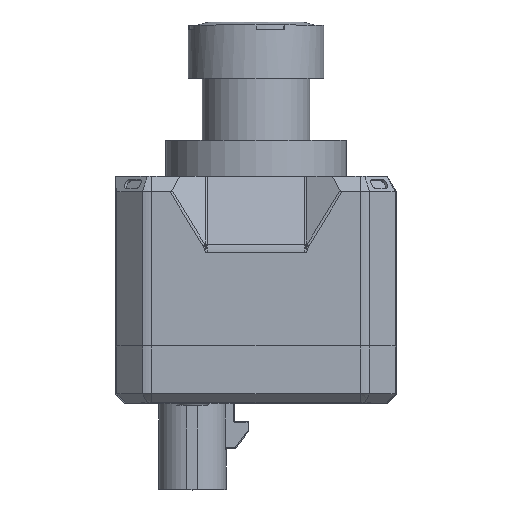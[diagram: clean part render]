
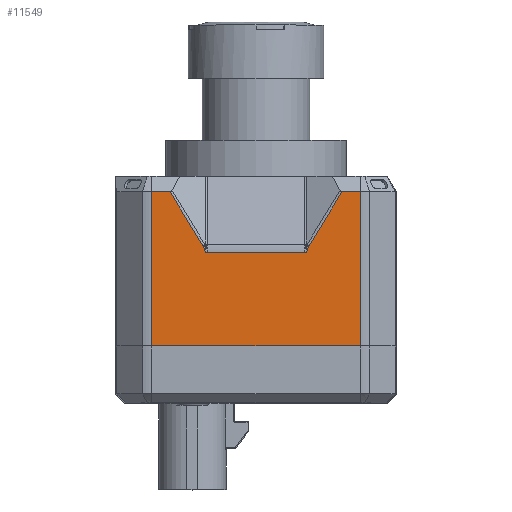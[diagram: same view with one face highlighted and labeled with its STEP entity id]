
A CAD part, top view. The second image highlights one B-rep face of the part: STEP entity #11549.
In plain terms, the highlighted planar face has unit normal (0, 0, 1).
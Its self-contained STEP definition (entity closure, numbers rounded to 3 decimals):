
#389=PLANE('',#12317);
#807=FACE_OUTER_BOUND('',#1478,.T.);
#1478=EDGE_LOOP('',(#8275,#8276,#8277,#8278,#8279,#8280,#8281,#8282,#8283,
#8284,#8285,#8286));
#2735=B_SPLINE_CURVE_WITH_KNOTS('',3,(#24840,#24841,#24842,#24843),
 .UNSPECIFIED.,.F.,.F.,(4,4),(0.5,1.),.UNSPECIFIED.);
#2737=B_SPLINE_CURVE_WITH_KNOTS('',3,(#24890,#24891,#24892,#24893),
 .UNSPECIFIED.,.F.,.F.,(4,4),(0.,0.5),.UNSPECIFIED.);
#2742=B_SPLINE_CURVE_WITH_KNOTS('',3,(#24995,#24996,#24997,#24998),
 .UNSPECIFIED.,.F.,.F.,(4,4),(0.5,1.),.UNSPECIFIED.);
#2744=B_SPLINE_CURVE_WITH_KNOTS('',3,(#25045,#25046,#25047,#25048),
 .UNSPECIFIED.,.F.,.F.,(4,4),(0.,0.5),.UNSPECIFIED.);
#3024=LINE('',#27626,#3931);
#3027=LINE('',#27634,#3934);
#3031=LINE('',#27646,#3938);
#3035=LINE('',#27654,#3942);
#3038=LINE('',#27660,#3945);
#3039=LINE('',#27662,#3946);
#3040=LINE('',#27664,#3947);
#3041=LINE('',#27665,#3948);
#3931=VECTOR('',#13812,10.);
#3934=VECTOR('',#13821,10.);
#3938=VECTOR('',#13833,10.);
#3942=VECTOR('',#13841,10.);
#3945=VECTOR('',#13846,10.);
#3946=VECTOR('',#13847,10.);
#3947=VECTOR('',#13848,10.);
#3948=VECTOR('',#13849,10.);
#4787=VERTEX_POINT('',#24832);
#4788=VERTEX_POINT('',#24839);
#4790=VERTEX_POINT('',#24888);
#4795=VERTEX_POINT('',#24987);
#4796=VERTEX_POINT('',#24994);
#4798=VERTEX_POINT('',#25043);
#4960=VERTEX_POINT('',#27622);
#4967=VERTEX_POINT('',#27644);
#4969=VERTEX_POINT('',#27653);
#4971=VERTEX_POINT('',#27659);
#4972=VERTEX_POINT('',#27661);
#4973=VERTEX_POINT('',#27663);
#5991=EDGE_CURVE('',#4787,#4788,#2735,.T.);
#5995=EDGE_CURVE('',#4790,#4787,#2737,.T.);
#6001=EDGE_CURVE('',#4795,#4796,#2742,.T.);
#6005=EDGE_CURVE('',#4798,#4795,#2744,.T.);
#6253=EDGE_CURVE('',#4788,#4960,#3024,.T.);
#6257=EDGE_CURVE('',#4796,#4790,#3027,.T.);
#6263=EDGE_CURVE('',#4967,#4798,#3031,.T.);
#6267=EDGE_CURVE('',#4960,#4969,#3035,.T.);
#6270=EDGE_CURVE('',#4971,#4967,#3038,.T.);
#6271=EDGE_CURVE('',#4972,#4971,#3039,.T.);
#6272=EDGE_CURVE('',#4972,#4973,#3040,.T.);
#6273=EDGE_CURVE('',#4973,#4969,#3041,.T.);
#8275=ORIENTED_EDGE('',*,*,#6253,.F.);
#8276=ORIENTED_EDGE('',*,*,#5991,.F.);
#8277=ORIENTED_EDGE('',*,*,#5995,.F.);
#8278=ORIENTED_EDGE('',*,*,#6257,.F.);
#8279=ORIENTED_EDGE('',*,*,#6001,.F.);
#8280=ORIENTED_EDGE('',*,*,#6005,.F.);
#8281=ORIENTED_EDGE('',*,*,#6263,.F.);
#8282=ORIENTED_EDGE('',*,*,#6270,.F.);
#8283=ORIENTED_EDGE('',*,*,#6271,.F.);
#8284=ORIENTED_EDGE('',*,*,#6272,.T.);
#8285=ORIENTED_EDGE('',*,*,#6273,.T.);
#8286=ORIENTED_EDGE('',*,*,#6267,.F.);
#11549=ADVANCED_FACE('',(#807),#389,.T.);
#12317=AXIS2_PLACEMENT_3D('',#27658,#13844,#13845);
#13812=DIRECTION('',(0.523,0.852,0.));
#13821=DIRECTION('',(1.,0.,0.));
#13833=DIRECTION('',(0.523,-0.852,0.));
#13841=DIRECTION('',(1.,0.,0.));
#13844=DIRECTION('center_axis',(0.,0.,1.));
#13845=DIRECTION('ref_axis',(1.,0.,0.));
#13846=DIRECTION('',(1.,0.,0.));
#13847=DIRECTION('',(0.,1.,0.));
#13848=DIRECTION('',(1.,0.,0.));
#13849=DIRECTION('',(0.,1.,0.));
#24832=CARTESIAN_POINT('',(5.652,10.562,15.5));
#24839=CARTESIAN_POINT('',(5.822,11.011,15.5));
#24840=CARTESIAN_POINT('Ctrl Pts',(5.652,10.562,15.5));
#24841=CARTESIAN_POINT('Ctrl Pts',(5.709,10.712,15.5));
#24842=CARTESIAN_POINT('Ctrl Pts',(5.749,10.891,15.5));
#24843=CARTESIAN_POINT('Ctrl Pts',(5.822,11.011,15.5));
#24888=CARTESIAN_POINT('',(5.381,10.292,15.5));
#24890=CARTESIAN_POINT('Ctrl Pts',(5.381,10.292,15.5));
#24891=CARTESIAN_POINT('Ctrl Pts',(5.522,10.292,15.5));
#24892=CARTESIAN_POINT('Ctrl Pts',(5.595,10.412,15.5));
#24893=CARTESIAN_POINT('Ctrl Pts',(5.652,10.562,15.5));
#24987=CARTESIAN_POINT('',(-5.652,10.562,15.5));
#24994=CARTESIAN_POINT('',(-5.381,10.292,15.5));
#24995=CARTESIAN_POINT('Ctrl Pts',(-5.652,10.562,15.5));
#24996=CARTESIAN_POINT('Ctrl Pts',(-5.595,10.412,15.5));
#24997=CARTESIAN_POINT('Ctrl Pts',(-5.522,10.292,15.5));
#24998=CARTESIAN_POINT('Ctrl Pts',(-5.381,10.292,15.5));
#25043=CARTESIAN_POINT('',(-5.822,11.011,15.5));
#25045=CARTESIAN_POINT('Ctrl Pts',(-5.822,11.011,15.5));
#25046=CARTESIAN_POINT('Ctrl Pts',(-5.749,10.891,15.5));
#25047=CARTESIAN_POINT('Ctrl Pts',(-5.709,10.712,15.5));
#25048=CARTESIAN_POINT('Ctrl Pts',(-5.652,10.562,15.5));
#27622=CARTESIAN_POINT('',(9.506,17.018,15.5));
#27626=CARTESIAN_POINT('',(2.681,5.89,15.5));
#27634=CARTESIAN_POINT('',(-8.5,10.292,15.5));
#27644=CARTESIAN_POINT('',(-9.506,17.018,15.5));
#27646=CARTESIAN_POINT('',(-6.495,12.109,15.5));
#27653=CARTESIAN_POINT('',(11.5,17.018,15.5));
#27654=CARTESIAN_POINT('',(-5.75,17.018,15.5));
#27658=CARTESIAN_POINT('Origin',(-11.5,0.,15.5));
#27659=CARTESIAN_POINT('',(-11.5,17.018,15.5));
#27660=CARTESIAN_POINT('',(-5.75,17.018,15.5));
#27661=CARTESIAN_POINT('',(-11.5,0.,15.5));
#27662=CARTESIAN_POINT('',(-11.5,0.,15.5));
#27663=CARTESIAN_POINT('',(11.5,0.,15.5));
#27664=CARTESIAN_POINT('',(-11.5,0.,15.5));
#27665=CARTESIAN_POINT('',(11.5,0.,15.5));
